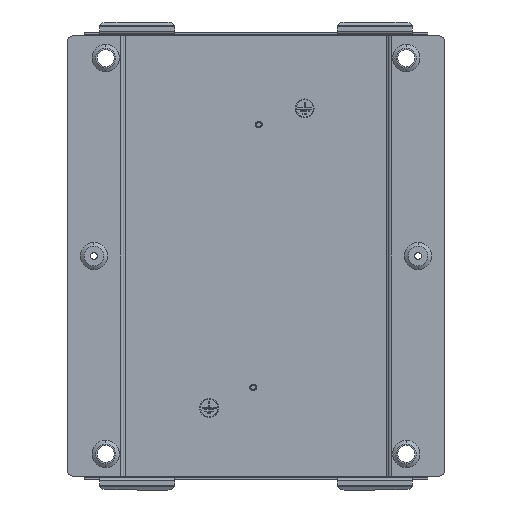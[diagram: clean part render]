
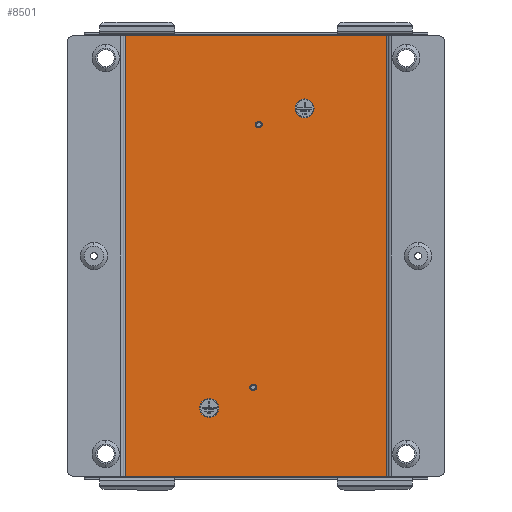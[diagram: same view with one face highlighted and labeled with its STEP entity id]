
A CAD part, front view. The second image highlights one B-rep face of the part: STEP entity #8501.
In plain terms, the highlighted planar face has unit normal (0, -1, 0).
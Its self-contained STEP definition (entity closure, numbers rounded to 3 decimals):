
#7 = PLANE ( 'NONE',  #2412 ) ;
#44 = CARTESIAN_POINT ( 'NONE',  ( -138.75, -1.5, 234. ) ) ;
#636 = ORIENTED_EDGE ( 'NONE', *, *, #9179, .F. ) ;
#759 = CARTESIAN_POINT ( 'NONE',  ( 138.75, -1.5, 234. ) ) ;
#1405 = LINE ( 'NONE', #6780, #5050 ) ;
#2083 = LINE ( 'NONE', #16960, #10060 ) ;
#2412 = AXIS2_PLACEMENT_3D ( 'NONE', #2726, #10734, #8791 ) ;
#2726 = CARTESIAN_POINT ( 'NONE',  ( 0., -1.5, 0. ) ) ;
#4017 = CARTESIAN_POINT ( 'NONE',  ( 138.75, -1.5, -234. ) ) ;
#4854 = EDGE_LOOP ( 'NONE', ( #636, #4929, #13052, #5444 ) ) ;
#4903 = DIRECTION ( 'NONE',  ( 1., 0., 0. ) ) ;
#4929 = ORIENTED_EDGE ( 'NONE', *, *, #7270, .F. ) ;
#5050 = VECTOR ( 'NONE', #5620, 1000. ) ;
#5444 = ORIENTED_EDGE ( 'NONE', *, *, #10080, .F. ) ;
#5620 = DIRECTION ( 'NONE',  ( 0., 0., -1. ) ) ;
#5813 = VERTEX_POINT ( 'NONE', #17069 ) ;
#6649 = VECTOR ( 'NONE', #17285, 1000. ) ;
#6695 = FACE_OUTER_BOUND ( 'NONE', #4854, .T. ) ;
#6780 = CARTESIAN_POINT ( 'NONE',  ( 138.75, -1.5, 237. ) ) ;
#7270 = EDGE_CURVE ( 'NONE', #5813, #8527, #10707, .T. ) ;
#7389 = VERTEX_POINT ( 'NONE', #759 ) ;
#8501 = ADVANCED_FACE ( 'NONE', ( #6695 ), #7, .T. ) ;
#8527 = VERTEX_POINT ( 'NONE', #12794 ) ;
#8783 = VECTOR ( 'NONE', #13603, 1000. ) ;
#8791 = DIRECTION ( 'NONE',  ( 0., 0., -1. ) ) ;
#9179 = EDGE_CURVE ( 'NONE', #8527, #15864, #11901, .T. ) ;
#10060 = VECTOR ( 'NONE', #4903, 1000. ) ;
#10080 = EDGE_CURVE ( 'NONE', #15864, #7389, #2083, .T. ) ;
#10707 = LINE ( 'NONE', #4017, #8783 ) ;
#10734 = DIRECTION ( 'NONE',  ( 0., -1., 0. ) ) ;
#10837 = CARTESIAN_POINT ( 'NONE',  ( -138.75, -1.5, -237. ) ) ;
#11901 = LINE ( 'NONE', #10837, #6649 ) ;
#12794 = CARTESIAN_POINT ( 'NONE',  ( -138.75, -1.5, -234. ) ) ;
#13052 = ORIENTED_EDGE ( 'NONE', *, *, #16582, .F. ) ;
#13603 = DIRECTION ( 'NONE',  ( -1., 0., 0. ) ) ;
#15864 = VERTEX_POINT ( 'NONE', #44 ) ;
#16582 = EDGE_CURVE ( 'NONE', #7389, #5813, #1405, .T. ) ;
#16960 = CARTESIAN_POINT ( 'NONE',  ( -138.75, -1.5, 234. ) ) ;
#17069 = CARTESIAN_POINT ( 'NONE',  ( 138.75, -1.5, -234. ) ) ;
#17285 = DIRECTION ( 'NONE',  ( 0., 0., 1. ) ) ;
